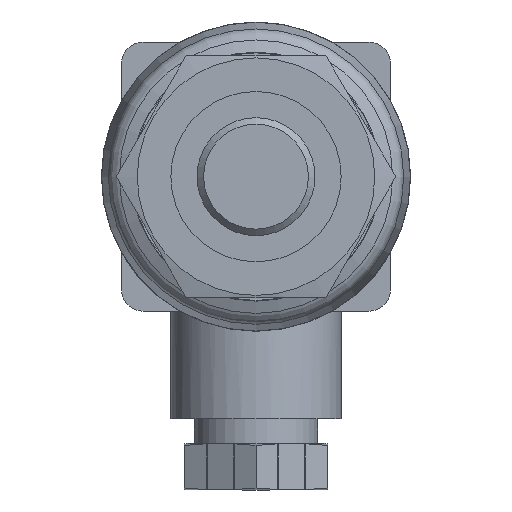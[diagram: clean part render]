
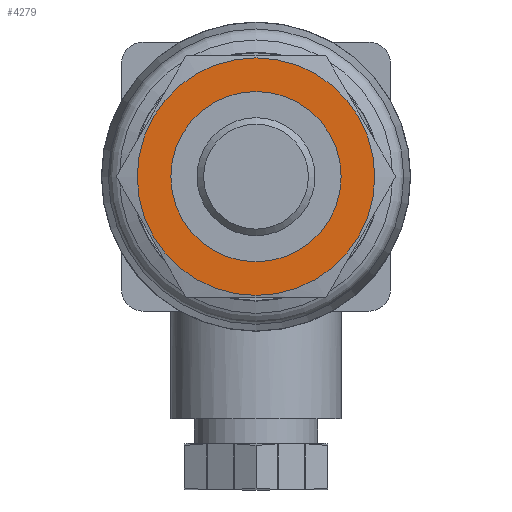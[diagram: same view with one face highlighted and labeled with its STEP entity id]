
A CAD part, left-side view. The second image highlights one B-rep face of the part: STEP entity #4279.
In plain terms, the highlighted planar face has unit normal (-1, 0, 0).
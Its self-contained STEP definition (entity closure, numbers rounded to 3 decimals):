
#193=FACE_BOUND('',#651,.T.);
#418=FACE_OUTER_BOUND('',#650,.T.);
#650=EDGE_LOOP('',(#3857));
#651=EDGE_LOOP('',(#3858));
#836=CIRCLE('',#4711,9.5);
#837=CIRCLE('',#4713,13.25);
#1976=VERTEX_POINT('',#7350);
#1977=VERTEX_POINT('',#7354);
#2606=EDGE_CURVE('',#1976,#1976,#836,.T.);
#2608=EDGE_CURVE('',#1977,#1977,#837,.T.);
#3857=ORIENTED_EDGE('',*,*,#2608,.F.);
#3858=ORIENTED_EDGE('',*,*,#2606,.T.);
#4015=PLANE('',#4712);
#4279=ADVANCED_FACE('',(#418,#193),#4015,.T.);
#4711=AXIS2_PLACEMENT_3D('',#7351,#5890,#5891);
#4712=AXIS2_PLACEMENT_3D('',#7353,#5893,#5894);
#4713=AXIS2_PLACEMENT_3D('',#7355,#5895,#5896);
#5890=DIRECTION('center_axis',(1.,0.,0.));
#5891=DIRECTION('ref_axis',(0.,1.,0.));
#5893=DIRECTION('center_axis',(-1.,0.,0.));
#5894=DIRECTION('ref_axis',(0.,0.,1.));
#5895=DIRECTION('center_axis',(1.,0.,0.));
#5896=DIRECTION('ref_axis',(0.,1.,0.));
#7350=CARTESIAN_POINT('',(14.,-9.5,0.));
#7351=CARTESIAN_POINT('Origin',(14.,0.,0.));
#7353=CARTESIAN_POINT('Origin',(14.,11.375,0.));
#7354=CARTESIAN_POINT('',(14.,-13.25,0.));
#7355=CARTESIAN_POINT('Origin',(14.,0.,0.));
